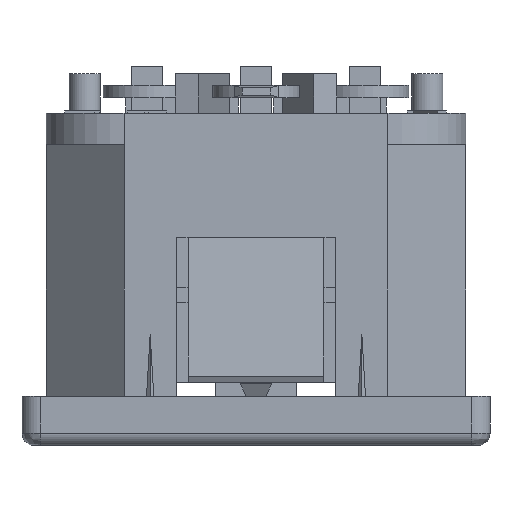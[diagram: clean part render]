
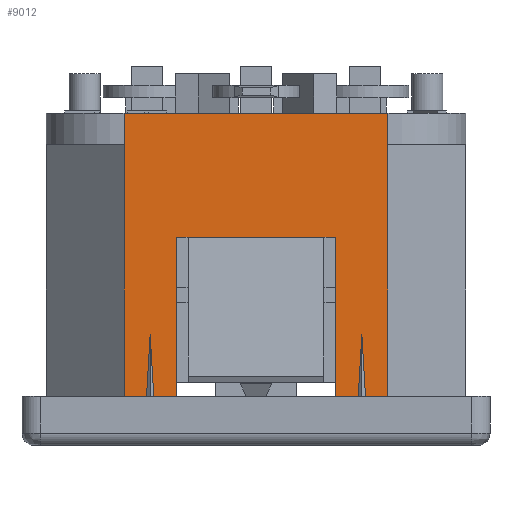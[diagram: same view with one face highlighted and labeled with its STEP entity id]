
A CAD part, front view. The second image highlights one B-rep face of the part: STEP entity #9012.
In plain terms, the highlighted planar face has unit normal (0, -1, 0).
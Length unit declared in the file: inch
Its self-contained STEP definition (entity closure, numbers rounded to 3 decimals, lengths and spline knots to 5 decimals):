
#118 = CARTESIAN_POINT ( 'NONE',  ( -0.20118, -0.38051, 0.12402 ) ) ;
#256 = VERTEX_POINT ( 'NONE', #8888 ) ;
#331 = CARTESIAN_POINT ( 'NONE',  ( -0.33307, -0.38051, 0.83858 ) ) ;
#373 = CARTESIAN_POINT ( 'NONE',  ( -0.33307, -0.38051, 0.75984 ) ) ;
#588 = ORIENTED_EDGE ( 'NONE', *, *, #7203, .T. ) ;
#644 = EDGE_CURVE ( 'NONE', #6855, #7245, #11774, .T. ) ;
#714 = ORIENTED_EDGE ( 'NONE', *, *, #10182, .T. ) ;
#841 = LINE ( 'NONE', #900, #1161 ) ;
#872 = CARTESIAN_POINT ( 'NONE',  ( -0.17126, -0.38051, 0.52559 ) ) ;
#900 = CARTESIAN_POINT ( 'NONE',  ( 0.20118, -0.38051, 0.12402 ) ) ;
#934 = ORIENTED_EDGE ( 'NONE', *, *, #1147, .T. ) ;
#943 = CARTESIAN_POINT ( 'NONE',  ( -0.17126, -0.38051, 0.52559 ) ) ;
#1147 = EDGE_CURVE ( 'NONE', #2565, #7558, #1198, .T. ) ;
#1161 = VECTOR ( 'NONE', #11290, 39.37008 ) ;
#1173 = CARTESIAN_POINT ( 'NONE',  ( 0.33307, -0.38051, 0.83858 ) ) ;
#1191 = EDGE_CURVE ( 'NONE', #11986, #256, #5189, .T. ) ;
#1198 = LINE ( 'NONE', #6813, #9087 ) ;
#1250 = CARTESIAN_POINT ( 'NONE',  ( -0.33307, -0.38051, 0.83858 ) ) ;
#1378 = EDGE_CURVE ( 'NONE', #256, #8296, #11197, .T. ) ;
#1496 = PLANE ( 'NONE',  #11636 ) ;
#1628 = VECTOR ( 'NONE', #7858, 39.37008 ) ;
#1687 = VERTEX_POINT ( 'NONE', #12030 ) ;
#1725 = VECTOR ( 'NONE', #3382, 39.37008 ) ;
#1779 = CARTESIAN_POINT ( 'NONE',  ( -0.25787, -0.38051, 0.12402 ) ) ;
#1953 = ORIENTED_EDGE ( 'NONE', *, *, #4841, .T. ) ;
#1958 = DIRECTION ( 'NONE',  ( 0.059, 0., 0.998 ) ) ;
#2004 = LINE ( 'NONE', #943, #11179 ) ;
#2490 = DIRECTION ( 'NONE',  ( 0., 0., -1. ) ) ;
#2565 = VERTEX_POINT ( 'NONE', #118 ) ;
#2684 = ORIENTED_EDGE ( 'NONE', *, *, #644, .F. ) ;
#2691 = EDGE_CURVE ( 'NONE', #6625, #8071, #5054, .T. ) ;
#2751 = CARTESIAN_POINT ( 'NONE',  ( -0.26713, -0.38051, 0.2815 ) ) ;
#2898 = ORIENTED_EDGE ( 'NONE', *, *, #10981, .F. ) ;
#2935 = DIRECTION ( 'NONE',  ( 1., 0., 0. ) ) ;
#3012 = DIRECTION ( 'NONE',  ( 1., 0., 0. ) ) ;
#3123 = LINE ( 'NONE', #8569, #11633 ) ;
#3230 = EDGE_CURVE ( 'NONE', #6357, #1687, #11574, .T. ) ;
#3282 = VERTEX_POINT ( 'NONE', #7762 ) ;
#3382 = DIRECTION ( 'NONE',  ( 0., 0., 1. ) ) ;
#3413 = CARTESIAN_POINT ( 'NONE',  ( -0.33307, -0.38051, 0.12402 ) ) ;
#3492 = ORIENTED_EDGE ( 'NONE', *, *, #3230, .T. ) ;
#3500 = EDGE_CURVE ( 'NONE', #3282, #7558, #2004, .T. ) ;
#3720 = VERTEX_POINT ( 'NONE', #6298 ) ;
#3756 = DIRECTION ( 'NONE',  ( -1., 0., 0. ) ) ;
#3769 = ORIENTED_EDGE ( 'NONE', *, *, #2691, .T. ) ;
#3827 = CARTESIAN_POINT ( 'NONE',  ( 0.25787, -0.38051, 0.12402 ) ) ;
#3879 = LINE ( 'NONE', #8554, #4616 ) ;
#3981 = CARTESIAN_POINT ( 'NONE',  ( -0.25787, -0.38051, 0.12402 ) ) ;
#4047 = ORIENTED_EDGE ( 'NONE', *, *, #7699, .T. ) ;
#4275 = VERTEX_POINT ( 'NONE', #3413 ) ;
#4414 = ORIENTED_EDGE ( 'NONE', *, *, #1378, .F. ) ;
#4430 = DIRECTION ( 'NONE',  ( 0., -1., 0. ) ) ;
#4449 = CARTESIAN_POINT ( 'NONE',  ( 0.26713, -0.38051, 0.2815 ) ) ;
#4490 = CARTESIAN_POINT ( 'NONE',  ( -0.33307, -0.38051, 0.83858 ) ) ;
#4593 = LINE ( 'NONE', #10180, #11687 ) ;
#4616 = VECTOR ( 'NONE', #10585, 39.37008 ) ;
#4628 = VECTOR ( 'NONE', #3012, 39.37008 ) ;
#4746 = EDGE_CURVE ( 'NONE', #4275, #6625, #3879, .T. ) ;
#4816 = EDGE_CURVE ( 'NONE', #6084, #2565, #5183, .T. ) ;
#4841 = EDGE_CURVE ( 'NONE', #6855, #8820, #11808, .T. ) ;
#4939 = DIRECTION ( 'NONE',  ( -1., 0., 0. ) ) ;
#5054 = LINE ( 'NONE', #8043, #7467 ) ;
#5058 = CARTESIAN_POINT ( 'NONE',  ( -0.25787, -0.38051, 0.12402 ) ) ;
#5183 = LINE ( 'NONE', #5058, #1628 ) ;
#5189 = LINE ( 'NONE', #6131, #1725 ) ;
#5234 = CARTESIAN_POINT ( 'NONE',  ( 0.17126, -0.38051, 0.52559 ) ) ;
#5676 = CARTESIAN_POINT ( 'NONE',  ( 0.33307, -0.38051, 0.75984 ) ) ;
#5694 = LINE ( 'NONE', #3827, #7296 ) ;
#5789 = LINE ( 'NONE', #3981, #7716 ) ;
#5972 = ORIENTED_EDGE ( 'NONE', *, *, #1191, .F. ) ;
#6051 = EDGE_CURVE ( 'NONE', #4275, #8820, #4593, .T. ) ;
#6084 = VERTEX_POINT ( 'NONE', #1779 ) ;
#6131 = CARTESIAN_POINT ( 'NONE',  ( 0.20118, -0.38051, 0.12402 ) ) ;
#6298 = CARTESIAN_POINT ( 'NONE',  ( 0.25787, -0.38051, 0.12402 ) ) ;
#6346 = ORIENTED_EDGE ( 'NONE', *, *, #8102, .T. ) ;
#6357 = VERTEX_POINT ( 'NONE', #11093 ) ;
#6527 = VECTOR ( 'NONE', #9820, 39.37008 ) ;
#6575 = CARTESIAN_POINT ( 'NONE',  ( -0.20118, -0.38051, 0.52559 ) ) ;
#6625 = VERTEX_POINT ( 'NONE', #11568 ) ;
#6638 = ORIENTED_EDGE ( 'NONE', *, *, #4746, .T. ) ;
#6700 = DIRECTION ( 'NONE',  ( 0., 0., 1. ) ) ;
#6813 = CARTESIAN_POINT ( 'NONE',  ( -0.20118, -0.38051, 0.12402 ) ) ;
#6829 = DIRECTION ( 'NONE',  ( 1., 0., 0. ) ) ;
#6855 = VERTEX_POINT ( 'NONE', #4490 ) ;
#6873 = VERTEX_POINT ( 'NONE', #5676 ) ;
#7203 = EDGE_CURVE ( 'NONE', #11986, #3720, #841, .T. ) ;
#7218 = EDGE_LOOP ( 'NONE', ( #3492, #714, #9177, #2684, #1953, #11717, #6638, #3769, #2898, #8604, #934, #7574, #6346, #4414, #5972, #588, #4047, #11902 ) ) ;
#7245 = VERTEX_POINT ( 'NONE', #10310 ) ;
#7296 = VECTOR ( 'NONE', #1958, 39.37008 ) ;
#7467 = VECTOR ( 'NONE', #8841, 39.37008 ) ;
#7509 = VECTOR ( 'NONE', #9144, 39.37008 ) ;
#7558 = VERTEX_POINT ( 'NONE', #6575 ) ;
#7574 = ORIENTED_EDGE ( 'NONE', *, *, #3500, .F. ) ;
#7618 = VECTOR ( 'NONE', #9904, 39.37008 ) ;
#7699 = EDGE_CURVE ( 'NONE', #3720, #11571, #5694, .T. ) ;
#7716 = VECTOR ( 'NONE', #7779, 39.37008 ) ;
#7740 = VECTOR ( 'NONE', #6829, 39.37008 ) ;
#7762 = CARTESIAN_POINT ( 'NONE',  ( -0.17126, -0.38051, 0.52559 ) ) ;
#7779 = DIRECTION ( 'NONE',  ( -0.059, 0., 0.998 ) ) ;
#7858 = DIRECTION ( 'NONE',  ( 1., 0., 0. ) ) ;
#7984 = CARTESIAN_POINT ( 'NONE',  ( -0.52992, -0.38051, 0.12402 ) ) ;
#8043 = CARTESIAN_POINT ( 'NONE',  ( -0.27638, -0.38051, 0.12402 ) ) ;
#8071 = VERTEX_POINT ( 'NONE', #2751 ) ;
#8090 = LINE ( 'NONE', #9201, #7509 ) ;
#8102 = EDGE_CURVE ( 'NONE', #3282, #8296, #12302, .T. ) ;
#8296 = VERTEX_POINT ( 'NONE', #5234 ) ;
#8554 = CARTESIAN_POINT ( 'NONE',  ( -0.33307, -0.38051, 0.12402 ) ) ;
#8569 = CARTESIAN_POINT ( 'NONE',  ( 0.33307, -0.38051, 0.12402 ) ) ;
#8604 = ORIENTED_EDGE ( 'NONE', *, *, #4816, .T. ) ;
#8651 = EDGE_CURVE ( 'NONE', #7245, #6873, #9701, .T. ) ;
#8820 = VERTEX_POINT ( 'NONE', #373 ) ;
#8841 = DIRECTION ( 'NONE',  ( 0.059, 0., 0.998 ) ) ;
#8888 = CARTESIAN_POINT ( 'NONE',  ( 0.20118, -0.38051, 0.52559 ) ) ;
#9012 = ADVANCED_FACE ( 'NONE', ( #9961 ), #1496, .T. ) ;
#9087 = VECTOR ( 'NONE', #10649, 39.37008 ) ;
#9144 = DIRECTION ( 'NONE',  ( -0.059, 0., 0.998 ) ) ;
#9177 = ORIENTED_EDGE ( 'NONE', *, *, #8651, .F. ) ;
#9201 = CARTESIAN_POINT ( 'NONE',  ( 0.27638, -0.38051, 0.12402 ) ) ;
#9280 = CARTESIAN_POINT ( 'NONE',  ( 0.20118, -0.38051, 0.52559 ) ) ;
#9629 = CARTESIAN_POINT ( 'NONE',  ( 0.20118, -0.38051, 0.12402 ) ) ;
#9701 = LINE ( 'NONE', #1173, #6527 ) ;
#9820 = DIRECTION ( 'NONE',  ( 0., 0., -1. ) ) ;
#9904 = DIRECTION ( 'NONE',  ( 0., 0., -1. ) ) ;
#9961 = FACE_OUTER_BOUND ( 'NONE', #7218, .T. ) ;
#10180 = CARTESIAN_POINT ( 'NONE',  ( -0.33307, -0.38051, 0.12402 ) ) ;
#10182 = EDGE_CURVE ( 'NONE', #1687, #6873, #3123, .T. ) ;
#10310 = CARTESIAN_POINT ( 'NONE',  ( 0.33307, -0.38051, 0.83858 ) ) ;
#10585 = DIRECTION ( 'NONE',  ( 1., 0., 0. ) ) ;
#10597 = CARTESIAN_POINT ( 'NONE',  ( 0.27638, -0.38051, 0.12402 ) ) ;
#10649 = DIRECTION ( 'NONE',  ( 0., 0., 1. ) ) ;
#10729 = EDGE_CURVE ( 'NONE', #6357, #11571, #8090, .T. ) ;
#10880 = VECTOR ( 'NONE', #3756, 39.37008 ) ;
#10981 = EDGE_CURVE ( 'NONE', #6084, #8071, #5789, .T. ) ;
#11053 = VECTOR ( 'NONE', #2935, 39.37008 ) ;
#11093 = CARTESIAN_POINT ( 'NONE',  ( 0.27638, -0.38051, 0.12402 ) ) ;
#11179 = VECTOR ( 'NONE', #4939, 39.37008 ) ;
#11197 = LINE ( 'NONE', #9280, #10880 ) ;
#11290 = DIRECTION ( 'NONE',  ( 1., 0., 0. ) ) ;
#11568 = CARTESIAN_POINT ( 'NONE',  ( -0.27638, -0.38051, 0.12402 ) ) ;
#11571 = VERTEX_POINT ( 'NONE', #4449 ) ;
#11574 = LINE ( 'NONE', #10597, #4628 ) ;
#11633 = VECTOR ( 'NONE', #6700, 39.37008 ) ;
#11636 = AXIS2_PLACEMENT_3D ( 'NONE', #7984, #4430, #2490 ) ;
#11687 = VECTOR ( 'NONE', #12024, 39.37008 ) ;
#11717 = ORIENTED_EDGE ( 'NONE', *, *, #6051, .F. ) ;
#11774 = LINE ( 'NONE', #331, #7740 ) ;
#11808 = LINE ( 'NONE', #1250, #7618 ) ;
#11902 = ORIENTED_EDGE ( 'NONE', *, *, #10729, .F. ) ;
#11986 = VERTEX_POINT ( 'NONE', #9629 ) ;
#12024 = DIRECTION ( 'NONE',  ( 0., 0., 1. ) ) ;
#12030 = CARTESIAN_POINT ( 'NONE',  ( 0.33307, -0.38051, 0.12402 ) ) ;
#12302 = LINE ( 'NONE', #872, #11053 ) ;
